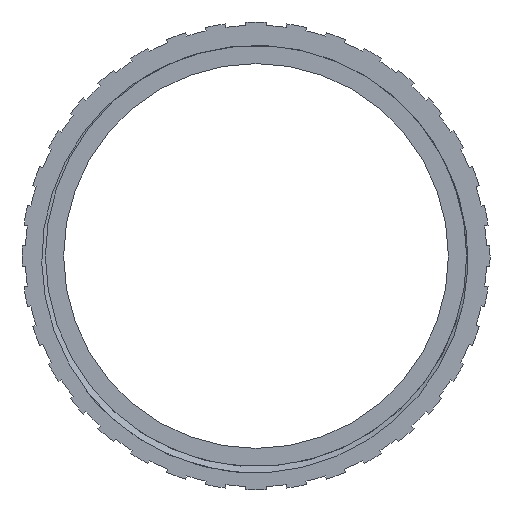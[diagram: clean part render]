
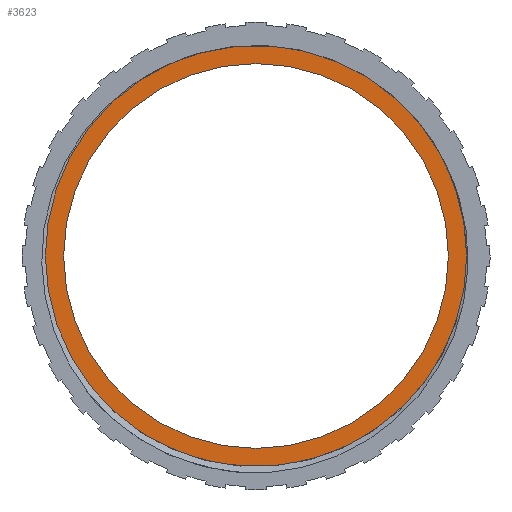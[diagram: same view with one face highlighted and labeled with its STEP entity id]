
A CAD part, front view. The second image highlights one B-rep face of the part: STEP entity #3623.
In plain terms, the highlighted planar face has unit normal (0, -1, 0).
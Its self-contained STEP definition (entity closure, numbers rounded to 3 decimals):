
#53 = AXIS2_PLACEMENT_3D ( 'NONE', #2887, #418, #6962 ) ;
#65 = VERTEX_POINT ( 'NONE', #1862 ) ;
#101 = ORIENTED_EDGE ( 'NONE', *, *, #4476, .F. ) ;
#264 = CIRCLE ( 'NONE', #4186, 65. ) ;
#285 = CARTESIAN_POINT ( 'NONE',  ( -63., 0., 0. ) ) ;
#418 = DIRECTION ( 'NONE',  ( 0., 1., 0. ) ) ;
#654 = CARTESIAN_POINT ( 'NONE',  ( 0., 0., 0. ) ) ;
#950 = ORIENTED_EDGE ( 'NONE', *, *, #7162, .T. ) ;
#1422 = ORIENTED_EDGE ( 'NONE', *, *, #3344, .F. ) ;
#1836 = EDGE_LOOP ( 'NONE', ( #950, #5443 ) ) ;
#1862 = CARTESIAN_POINT ( 'NONE',  ( -57.56, 0., 0. ) ) ;
#1968 = PLANE ( 'NONE',  #6045 ) ;
#2267 = EDGE_CURVE ( 'NONE', #5071, #65, #3704, .T. ) ;
#2616 = DIRECTION ( 'NONE',  ( 0., -1., 0. ) ) ;
#2668 = DIRECTION ( 'NONE',  ( -1., 0., 0. ) ) ;
#2673 = VERTEX_POINT ( 'NONE', #6690 ) ;
#2887 = CARTESIAN_POINT ( 'NONE',  ( 0., 0., 0. ) ) ;
#3205 = AXIS2_PLACEMENT_3D ( 'NONE', #4955, #5068, #4459 ) ;
#3269 = FACE_OUTER_BOUND ( 'NONE', #4601, .T. ) ;
#3344 = EDGE_CURVE ( 'NONE', #2673, #4659, #7488, .T. ) ;
#3486 = DIRECTION ( 'NONE',  ( 0., 1., 0. ) ) ;
#3623 = ADVANCED_FACE ( 'NONE', ( #7223, #3269 ), #1968, .T. ) ;
#3704 = CIRCLE ( 'NONE', #3205, 57.56 ) ;
#4183 = AXIS2_PLACEMENT_3D ( 'NONE', #654, #3486, #5775 ) ;
#4186 = AXIS2_PLACEMENT_3D ( 'NONE', #6712, #6152, #2668 ) ;
#4459 = DIRECTION ( 'NONE',  ( -1., 0., 0. ) ) ;
#4476 = EDGE_CURVE ( 'NONE', #4659, #2673, #264, .T. ) ;
#4601 = EDGE_LOOP ( 'NONE', ( #101, #1422 ) ) ;
#4659 = VERTEX_POINT ( 'NONE', #6931 ) ;
#4955 = CARTESIAN_POINT ( 'NONE',  ( 0., 0., 0. ) ) ;
#5068 = DIRECTION ( 'NONE',  ( 0., 1., 0. ) ) ;
#5071 = VERTEX_POINT ( 'NONE', #6358 ) ;
#5443 = ORIENTED_EDGE ( 'NONE', *, *, #2267, .T. ) ;
#5475 = DIRECTION ( 'NONE',  ( 1., 0., 0. ) ) ;
#5775 = DIRECTION ( 'NONE',  ( -1., 0., 0. ) ) ;
#6045 = AXIS2_PLACEMENT_3D ( 'NONE', #285, #2616, #5475 ) ;
#6152 = DIRECTION ( 'NONE',  ( 0., 1., 0. ) ) ;
#6358 = CARTESIAN_POINT ( 'NONE',  ( 57.56, 0., 0. ) ) ;
#6690 = CARTESIAN_POINT ( 'NONE',  ( 65., 0., 0. ) ) ;
#6712 = CARTESIAN_POINT ( 'NONE',  ( 0., 0., 0. ) ) ;
#6931 = CARTESIAN_POINT ( 'NONE',  ( -65., 0., 0. ) ) ;
#6962 = DIRECTION ( 'NONE',  ( -1., 0., 0. ) ) ;
#7162 = EDGE_CURVE ( 'NONE', #65, #5071, #7456, .T. ) ;
#7223 = FACE_BOUND ( 'NONE', #1836, .T. ) ;
#7456 = CIRCLE ( 'NONE', #4183, 57.56 ) ;
#7488 = CIRCLE ( 'NONE', #53, 65. ) ;
